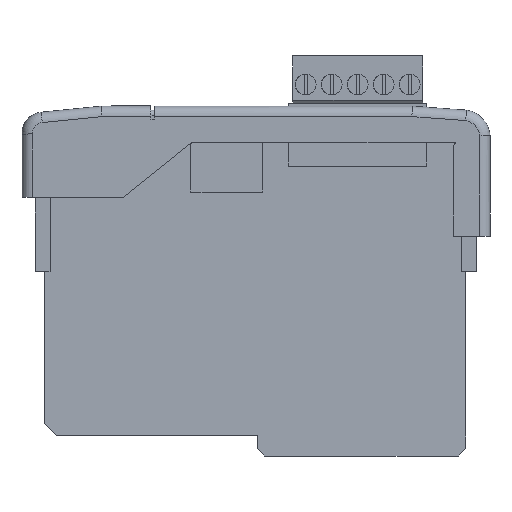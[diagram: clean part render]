
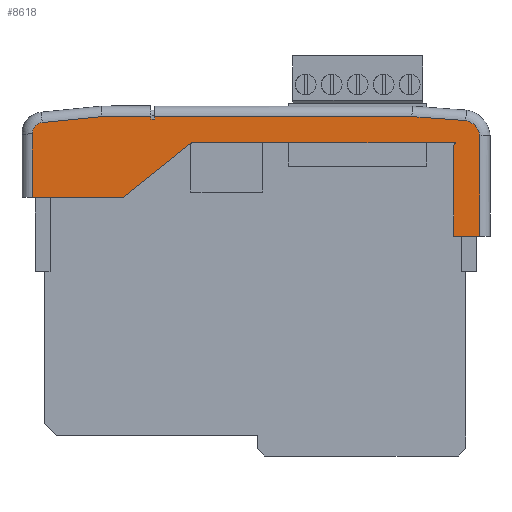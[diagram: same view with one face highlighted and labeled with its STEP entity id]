
A CAD part, left-side view. The second image highlights one B-rep face of the part: STEP entity #8618.
In plain terms, the highlighted planar face has unit normal (-1, 0, 0).
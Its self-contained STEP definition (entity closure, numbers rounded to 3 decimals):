
#507 = EDGE_CURVE ( 'NONE', #8133, #586, #6497, .T. ) ;
#586 = VERTEX_POINT ( 'NONE', #6756 ) ;
#615 = VERTEX_POINT ( 'NONE', #6766 ) ;
#616 = EDGE_CURVE ( 'NONE', #621, #615, #6765, .T. ) ;
#621 = VERTEX_POINT ( 'NONE', #6760 ) ;
#1067 = EDGE_CURVE ( 'NONE', #9007, #1070, #10241, .T. ) ;
#1070 = VERTEX_POINT ( 'NONE', #10231 ) ;
#6494 = DIRECTION ( 'NONE',  ( 0., 1., 0. ) ) ;
#6495 = VECTOR ( 'NONE', #6494, 1000. ) ;
#6496 = CARTESIAN_POINT ( 'NONE',  ( 0.5, 34.27, 3.114 ) ) ;
#6497 = LINE ( 'NONE', #6496, #6495 ) ;
#6756 = CARTESIAN_POINT ( 'NONE',  ( 0.5, 34.17, 3.114 ) ) ;
#6760 = CARTESIAN_POINT ( 'NONE',  ( 0.5, 47.473, -12.386 ) ) ;
#6762 = DIRECTION ( 'NONE',  ( 0., -1., 0. ) ) ;
#6763 = VECTOR ( 'NONE', #6762, 1000. ) ;
#6764 = CARTESIAN_POINT ( 'NONE',  ( 0.5, 29.973, -12.386 ) ) ;
#6765 = LINE ( 'NONE', #6764, #6763 ) ;
#6766 = CARTESIAN_POINT ( 'NONE',  ( 0.5, 29.973, -12.386 ) ) ;
#7184 = ORIENTED_EDGE ( 'NONE', *, *, #507, .T. ) ;
#7967 = VERTEX_POINT ( 'NONE', #30287 ) ;
#8018 = VERTEX_POINT ( 'NONE', #30363 ) ;
#8028 = EDGE_CURVE ( 'NONE', #8474, #8018, #30392, .T. ) ;
#8132 = EDGE_CURVE ( 'NONE', #8133, #7967, #30682, .T. ) ;
#8133 = VERTEX_POINT ( 'NONE', #30678 ) ;
#8313 = EDGE_LOOP ( 'NONE', ( #8509, #8339, #8448, #8512, #7184, #8345, #8545, #8882, #8874, #8863, #8659, #8913, #8915, #8896, #8912, #8895, #9028, #9027 ) ) ;
#8339 = ORIENTED_EDGE ( 'NONE', *, *, #8515, .F. ) ;
#8345 = ORIENTED_EDGE ( 'NONE', *, *, #8551, .T. ) ;
#8419 = VERTEX_POINT ( 'NONE', #17141 ) ;
#8448 = ORIENTED_EDGE ( 'NONE', *, *, #8449, .F. ) ;
#8449 = EDGE_CURVE ( 'NONE', #7967, #8507, #17192, .T. ) ;
#8474 = VERTEX_POINT ( 'NONE', #17228 ) ;
#8507 = VERTEX_POINT ( 'NONE', #17371 ) ;
#8509 = ORIENTED_EDGE ( 'NONE', *, *, #8028, .T. ) ;
#8512 = ORIENTED_EDGE ( 'NONE', *, *, #8132, .F. ) ;
#8515 = EDGE_CURVE ( 'NONE', #8507, #8018, #17360, .T. ) ;
#8524 = EDGE_CURVE ( 'NONE', #8544, #8552, #17346, .T. ) ;
#8544 = VERTEX_POINT ( 'NONE', #17444 ) ;
#8545 = ORIENTED_EDGE ( 'NONE', *, *, #8524, .T. ) ;
#8551 = EDGE_CURVE ( 'NONE', #586, #8544, #17437, .T. ) ;
#8552 = VERTEX_POINT ( 'NONE', #17433 ) ;
#8618 = ADVANCED_FACE ( 'NONE', ( #17654 ), #17687, .F. ) ;
#8659 = ORIENTED_EDGE ( 'NONE', *, *, #8746, .F. ) ;
#8746 = EDGE_CURVE ( 'NONE', #8897, #8881, #17994, .T. ) ;
#8858 = EDGE_CURVE ( 'NONE', #8881, #615, #18424, .T. ) ;
#8863 = ORIENTED_EDGE ( 'NONE', *, *, #8858, .F. ) ;
#8874 = ORIENTED_EDGE ( 'NONE', *, *, #616, .T. ) ;
#8880 = EDGE_CURVE ( 'NONE', #8552, #621, #18498, .T. ) ;
#8881 = VERTEX_POINT ( 'NONE', #18494 ) ;
#8882 = ORIENTED_EDGE ( 'NONE', *, *, #8880, .T. ) ;
#8894 = EDGE_CURVE ( 'NONE', #1070, #8419, #18550, .T. ) ;
#8895 = ORIENTED_EDGE ( 'NONE', *, *, #8894, .T. ) ;
#8896 = ORIENTED_EDGE ( 'NONE', *, *, #8911, .F. ) ;
#8897 = VERTEX_POINT ( 'NONE', #18546 ) ;
#8903 = VERTEX_POINT ( 'NONE', #18536 ) ;
#8911 = EDGE_CURVE ( 'NONE', #9007, #8903, #18604, .T. ) ;
#8912 = ORIENTED_EDGE ( 'NONE', *, *, #1067, .T. ) ;
#8913 = ORIENTED_EDGE ( 'NONE', *, *, #9022, .F. ) ;
#8914 = EDGE_CURVE ( 'NONE', #8903, #8935, #18600, .T. ) ;
#8915 = ORIENTED_EDGE ( 'NONE', *, *, #8914, .F. ) ;
#8935 = VERTEX_POINT ( 'NONE', #18638 ) ;
#9007 = VERTEX_POINT ( 'NONE', #18750 ) ;
#9022 = EDGE_CURVE ( 'NONE', #8935, #8897, #18812, .T. ) ;
#9027 = ORIENTED_EDGE ( 'NONE', *, *, #9211, .T. ) ;
#9028 = ORIENTED_EDGE ( 'NONE', *, *, #9071, .T. ) ;
#9071 = EDGE_CURVE ( 'NONE', #8419, #9180, #18936, .T. ) ;
#9180 = VERTEX_POINT ( 'NONE', #19272 ) ;
#9211 = EDGE_CURVE ( 'NONE', #9180, #8474, #19351, .T. ) ;
#10231 = CARTESIAN_POINT ( 'NONE',  ( 0.5, -38.527, -19.886 ) ) ;
#10238 = DIRECTION ( 'NONE',  ( 0., -1., 0. ) ) ;
#10239 = VECTOR ( 'NONE', #10238, 1000. ) ;
#10240 = CARTESIAN_POINT ( 'NONE',  ( 0.5, -40.527, -19.886 ) ) ;
#10241 = LINE ( 'NONE', #10240, #10239 ) ;
#17141 = CARTESIAN_POINT ( 'NONE',  ( 0.5, -38.527, -0.55 ) ) ;
#17189 = DIRECTION ( 'NONE',  ( 0., -1., 0. ) ) ;
#17190 = VECTOR ( 'NONE', #17189, 1000. ) ;
#17191 = CARTESIAN_POINT ( 'NONE',  ( 0.5, 24.723, 2.616 ) ) ;
#17192 = LINE ( 'NONE', #17191, #17190 ) ;
#17228 = CARTESIAN_POINT ( 'NONE',  ( 0.5, -25.509, 3.114 ) ) ;
#17343 = DIRECTION ( 'NONE',  ( -1., 0., 0. ) ) ;
#17344 = CARTESIAN_POINT ( 'NONE',  ( 0.5, 45.358, -0.133 ) ) ;
#17345 = AXIS2_PLACEMENT_3D ( 'NONE', #17344, #17343, #17398 ) ;
#17346 = CIRCLE ( 'NONE', #17345, 2.116 ) ;
#17357 = DIRECTION ( 'NONE',  ( 0., 0., 1. ) ) ;
#17358 = VECTOR ( 'NONE', #17357, 1000. ) ;
#17359 = CARTESIAN_POINT ( 'NONE',  ( 0.5, 23.974, 4.364 ) ) ;
#17360 = LINE ( 'NONE', #17359, #17358 ) ;
#17371 = CARTESIAN_POINT ( 'NONE',  ( 0.5, 23.974, 2.616 ) ) ;
#17398 = DIRECTION ( 'NONE',  ( 0., 0., -1. ) ) ;
#17433 = CARTESIAN_POINT ( 'NONE',  ( 0.5, 47.473, -0.213 ) ) ;
#17434 = DIRECTION ( 'NONE',  ( 0., 0.995, -0.1 ) ) ;
#17435 = VECTOR ( 'NONE', #17434, 1000. ) ;
#17436 = CARTESIAN_POINT ( 'NONE',  ( 0.5, 45.569, 1.973 ) ) ;
#17437 = LINE ( 'NONE', #17436, #17435 ) ;
#17444 = CARTESIAN_POINT ( 'NONE',  ( 0.5, 45.569, 1.973 ) ) ;
#17654 = FACE_OUTER_BOUND ( 'NONE', #8313, .T. ) ;
#17683 = DIRECTION ( 'NONE',  ( 0., 0., -1. ) ) ;
#17684 = DIRECTION ( 'NONE',  ( 1., 0., 0. ) ) ;
#17685 = CARTESIAN_POINT ( 'NONE',  ( 0.5, -35.258, -0.876 ) ) ;
#17686 = AXIS2_PLACEMENT_3D ( 'NONE', #17685, #17684, #17683 ) ;
#17687 = PLANE ( 'NONE',  #17686 ) ;
#17990 = DIRECTION ( 'NONE',  ( 0., 0., -1. ) ) ;
#17991 = DIRECTION ( 'NONE',  ( -1., 0., 0. ) ) ;
#17992 = CARTESIAN_POINT ( 'NONE',  ( 0.5, 16.645, -2.386 ) ) ;
#17993 = AXIS2_PLACEMENT_3D ( 'NONE', #17992, #17991, #17990 ) ;
#17994 = CIRCLE ( 'NONE', #17993, 0.5 ) ;
#18421 = DIRECTION ( 'NONE',  ( 0., 0.782, -0.624 ) ) ;
#18422 = VECTOR ( 'NONE', #18421, 1000. ) ;
#18423 = CARTESIAN_POINT ( 'NONE',  ( 0.5, 29.973, -12.386 ) ) ;
#18424 = LINE ( 'NONE', #18423, #18422 ) ;
#18494 = CARTESIAN_POINT ( 'NONE',  ( 0.5, 16.989, -2.023 ) ) ;
#18495 = DIRECTION ( 'NONE',  ( 0., 0., -1. ) ) ;
#18496 = VECTOR ( 'NONE', #18495, 1000. ) ;
#18497 = CARTESIAN_POINT ( 'NONE',  ( 0.5, 47.473, -12.386 ) ) ;
#18498 = LINE ( 'NONE', #18497, #18496 ) ;
#18536 = CARTESIAN_POINT ( 'NONE',  ( 0.5, -33.527, -2.386 ) ) ;
#18546 = CARTESIAN_POINT ( 'NONE',  ( 0.5, 16.645, -1.886 ) ) ;
#18547 = DIRECTION ( 'NONE',  ( 0., 0., 1. ) ) ;
#18548 = VECTOR ( 'NONE', #18547, 1000. ) ;
#18549 = CARTESIAN_POINT ( 'NONE',  ( 0.5, -38.527, -0.463 ) ) ;
#18550 = LINE ( 'NONE', #18549, #18548 ) ;
#18596 = DIRECTION ( 'NONE',  ( 0., 0., -1. ) ) ;
#18597 = DIRECTION ( 'NONE',  ( -1., 0., 0. ) ) ;
#18598 = CARTESIAN_POINT ( 'NONE',  ( 0.5, -33.326, -1.928 ) ) ;
#18599 = AXIS2_PLACEMENT_3D ( 'NONE', #18598, #18597, #18596 ) ;
#18600 = CIRCLE ( 'NONE', #18599, 0.5 ) ;
#18601 = DIRECTION ( 'NONE',  ( 0., 0., 1. ) ) ;
#18602 = VECTOR ( 'NONE', #18601, 1000. ) ;
#18603 = CARTESIAN_POINT ( 'NONE',  ( 0.5, -33.527, -2.386 ) ) ;
#18604 = LINE ( 'NONE', #18603, #18602 ) ;
#18638 = CARTESIAN_POINT ( 'NONE',  ( 0.5, -33.824, -1.886 ) ) ;
#18750 = CARTESIAN_POINT ( 'NONE',  ( 0.5, -33.527, -19.886 ) ) ;
#18791 = DIRECTION ( 'NONE',  ( 0., 1., 0. ) ) ;
#18792 = VECTOR ( 'NONE', #18791, 1000. ) ;
#18793 = CARTESIAN_POINT ( 'NONE',  ( 0.5, 16.645, -1.886 ) ) ;
#18812 = LINE ( 'NONE', #18793, #18792 ) ;
#18932 = DIRECTION ( 'NONE',  ( 0., 0., -1. ) ) ;
#18933 = DIRECTION ( 'NONE',  ( -1., 0., 0. ) ) ;
#18934 = CARTESIAN_POINT ( 'NONE',  ( 0.5, -35.258, -0.876 ) ) ;
#18935 = AXIS2_PLACEMENT_3D ( 'NONE', #18934, #18933, #18932 ) ;
#18936 = CIRCLE ( 'NONE', #18935, 3.285 ) ;
#19272 = CARTESIAN_POINT ( 'NONE',  ( 0.5, -35.822, 2.36 ) ) ;
#19348 = DIRECTION ( 'NONE',  ( 0., 0.997, 0.073 ) ) ;
#19349 = VECTOR ( 'NONE', #19348, 1000. ) ;
#19350 = CARTESIAN_POINT ( 'NONE',  ( 0.5, -35.496, 2.384 ) ) ;
#19351 = LINE ( 'NONE', #19350, #19349 ) ;
#30287 = CARTESIAN_POINT ( 'NONE',  ( 0.5, 24.723, 2.616 ) ) ;
#30363 = CARTESIAN_POINT ( 'NONE',  ( 0.5, 23.974, 3.114 ) ) ;
#30389 = DIRECTION ( 'NONE',  ( 0., 1., 0. ) ) ;
#30390 = VECTOR ( 'NONE', #30389, 1000. ) ;
#30391 = CARTESIAN_POINT ( 'NONE',  ( 0.5, 34.27, 3.114 ) ) ;
#30392 = LINE ( 'NONE', #30391, #30390 ) ;
#30678 = CARTESIAN_POINT ( 'NONE',  ( 0.5, 24.723, 3.114 ) ) ;
#30679 = DIRECTION ( 'NONE',  ( 0., 0., -1. ) ) ;
#30680 = VECTOR ( 'NONE', #30679, 1000. ) ;
#30681 = CARTESIAN_POINT ( 'NONE',  ( 0.5, 24.723, 4.364 ) ) ;
#30682 = LINE ( 'NONE', #30681, #30680 ) ;
